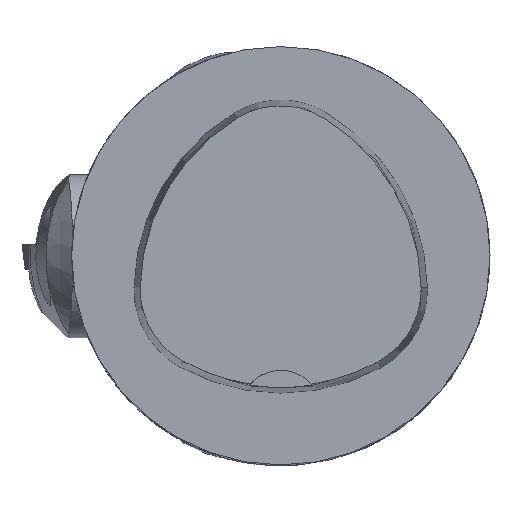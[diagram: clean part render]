
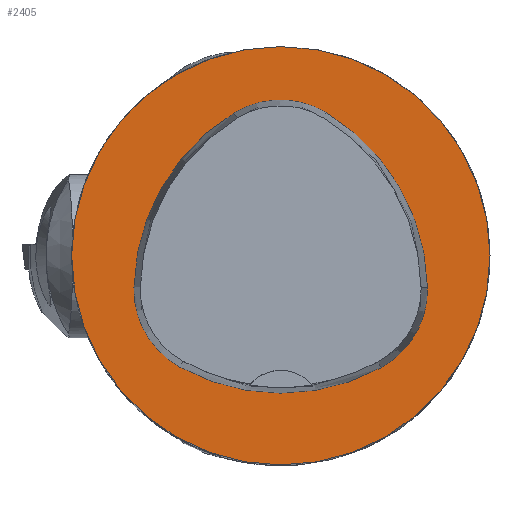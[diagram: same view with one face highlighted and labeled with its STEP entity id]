
A CAD part, top view. The second image highlights one B-rep face of the part: STEP entity #2405.
In plain terms, the highlighted planar face has unit normal (0, 0, 1).
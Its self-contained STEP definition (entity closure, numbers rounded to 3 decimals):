
#1731=PLANE('',#7875);
#2405=ADVANCED_FACE('',(#2857,#2858),#1731,.T.);
#2857=FACE_BOUND('',#2980,.T.);
#2858=FACE_BOUND('',#2981,.T.);
#2980=EDGE_LOOP('',(#3735,#3736,#3737,#3738,#3739,#3740));
#2981=EDGE_LOOP('',(#3741));
#3735=ORIENTED_EDGE('',*,*,#6644,.T.);
#3736=ORIENTED_EDGE('',*,*,#6624,.T.);
#3737=ORIENTED_EDGE('',*,*,#6628,.T.);
#3738=ORIENTED_EDGE('',*,*,#6631,.T.);
#3739=ORIENTED_EDGE('',*,*,#6634,.T.);
#3740=ORIENTED_EDGE('',*,*,#6642,.T.);
#3741=ORIENTED_EDGE('',*,*,#6368,.F.);
#5623=VERTEX_POINT('',#10527);
#5874=VERTEX_POINT('',#11122);
#5875=VERTEX_POINT('',#11123);
#5878=VERTEX_POINT('',#11131);
#5880=VERTEX_POINT('',#11137);
#5882=VERTEX_POINT('',#11143);
#5889=VERTEX_POINT('',#11164);
#6368=EDGE_CURVE('',#5623,#5623,#7449,.T.);
#6624=EDGE_CURVE('',#5874,#5875,#7514,.T.);
#6628=EDGE_CURVE('',#5875,#5878,#7516,.T.);
#6631=EDGE_CURVE('',#5878,#5880,#7518,.T.);
#6634=EDGE_CURVE('',#5880,#5882,#7520,.T.);
#6642=EDGE_CURVE('',#5882,#5889,#7524,.T.);
#6644=EDGE_CURVE('',#5889,#5874,#7526,.T.);
#7449=CIRCLE('',#7761,20.);
#7514=CIRCLE('',#7853,20.);
#7516=CIRCLE('',#7856,8.5);
#7518=CIRCLE('',#7859,20.);
#7520=CIRCLE('',#7862,8.5);
#7524=CIRCLE('',#7867,20.);
#7526=CIRCLE('',#7870,8.5);
#7761=AXIS2_PLACEMENT_3D('',#10526,#8455,#8456);
#7853=AXIS2_PLACEMENT_3D('',#11121,#8807,#8808);
#7856=AXIS2_PLACEMENT_3D('',#11130,#8815,#8816);
#7859=AXIS2_PLACEMENT_3D('',#11136,#8822,#8823);
#7862=AXIS2_PLACEMENT_3D('',#11142,#8829,#8830);
#7867=AXIS2_PLACEMENT_3D('',#11165,#8841,#8842);
#7870=AXIS2_PLACEMENT_3D('',#11168,#8847,#8848);
#7875=AXIS2_PLACEMENT_3D('',#11173,#8857,#8858);
#8455=DIRECTION('',(0.,0.,-1.));
#8456=DIRECTION('',(-1.,0.,0.));
#8807=DIRECTION('',(0.,0.,-1.));
#8808=DIRECTION('',(-1.,0.,0.));
#8815=DIRECTION('',(0.,0.,-1.));
#8816=DIRECTION('',(-1.,0.,0.));
#8822=DIRECTION('',(0.,0.,-1.));
#8823=DIRECTION('',(-1.,0.,0.));
#8829=DIRECTION('',(0.,0.,-1.));
#8830=DIRECTION('',(-1.,0.,0.));
#8841=DIRECTION('',(0.,0.,-1.));
#8842=DIRECTION('',(-1.,0.,0.));
#8847=DIRECTION('',(0.,0.,-1.));
#8848=DIRECTION('',(-1.,0.,0.));
#8857=DIRECTION('',(0.,0.,1.));
#8858=DIRECTION('',(1.,0.,0.));
#10526=CARTESIAN_POINT('',(0.,0.,0.));
#10527=CARTESIAN_POINT('',(-20.,0.,0.));
#11121=CARTESIAN_POINT('',(5.955,-3.414,0.));
#11122=CARTESIAN_POINT('',(-14.041,-3.042,0.));
#11123=CARTESIAN_POINT('',(-4.472,13.653,0.));
#11130=CARTESIAN_POINT('',(-0.04,6.4,0.));
#11131=CARTESIAN_POINT('',(4.347,13.68,0.));
#11136=CARTESIAN_POINT('',(-5.976,-3.45,0.));
#11137=CARTESIAN_POINT('',(14.021,-3.075,0.));
#11142=CARTESIAN_POINT('',(5.522,-3.235,0.));
#11143=CARTESIAN_POINT('',(9.588,-10.699,0.));
#11164=CARTESIAN_POINT('',(-9.655,-10.639,0.));
#11165=CARTESIAN_POINT('',(0.022,6.864,0.));
#11168=CARTESIAN_POINT('',(-5.543,-3.2,0.));
#11173=CARTESIAN_POINT('',(0.,0.,0.));
